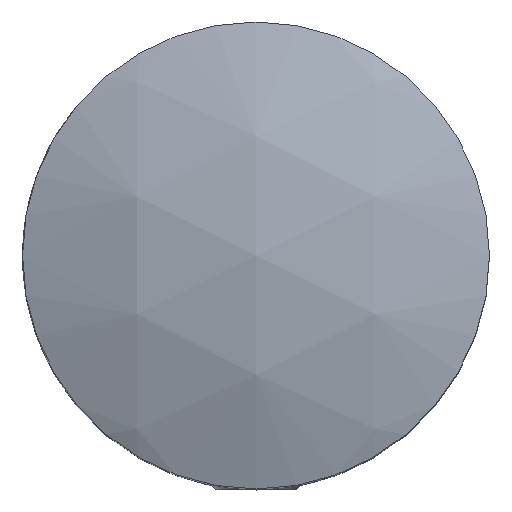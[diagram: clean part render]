
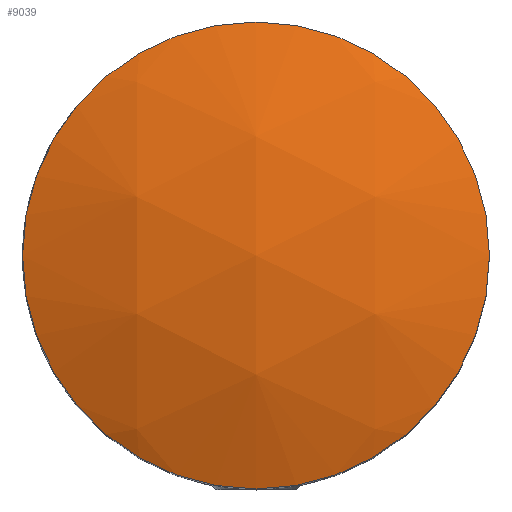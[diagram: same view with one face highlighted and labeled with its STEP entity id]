
A CAD part, top view. The second image highlights one B-rep face of the part: STEP entity #9039.
In plain terms, the highlighted spherical face has radius 28 mm.
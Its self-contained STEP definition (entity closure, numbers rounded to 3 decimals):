
#1248 = CARTESIAN_POINT ( 'NONE',  ( 0., 0., -2. ) ) ;
#1325 = CARTESIAN_POINT ( 'NONE',  ( 0., 0., 23.749 ) ) ;
#1431 = AXIS2_PLACEMENT_3D ( 'NONE', #1325, #10166, #3073 ) ;
#3073 = DIRECTION ( 'NONE',  ( 1., 0., 0. ) ) ;
#3445 = EDGE_LOOP ( 'NONE', ( #15013 ) ) ;
#3862 = CIRCLE ( 'NONE', #1431, 11. ) ;
#4724 = DIRECTION ( 'NONE',  ( -1., 0., 0. ) ) ;
#8020 = SPHERICAL_SURFACE ( 'NONE', #17537, 28. ) ;
#8660 = CARTESIAN_POINT ( 'NONE',  ( 11., 0., 23.749 ) ) ;
#9039 = ADVANCED_FACE ( 'NONE', ( #17249 ), #8020, .T. ) ;
#10166 = DIRECTION ( 'NONE',  ( 0., 0., 1. ) ) ;
#12712 = EDGE_CURVE ( 'NONE', #17241, #17241, #3862, .T. ) ;
#15013 = ORIENTED_EDGE ( 'NONE', *, *, #12712, .T. ) ;
#16872 = DIRECTION ( 'NONE',  ( 0., 1., 0. ) ) ;
#17241 = VERTEX_POINT ( 'NONE', #8660 ) ;
#17249 = FACE_OUTER_BOUND ( 'NONE', #3445, .T. ) ;
#17537 = AXIS2_PLACEMENT_3D ( 'NONE', #1248, #4724, #16872 ) ;
